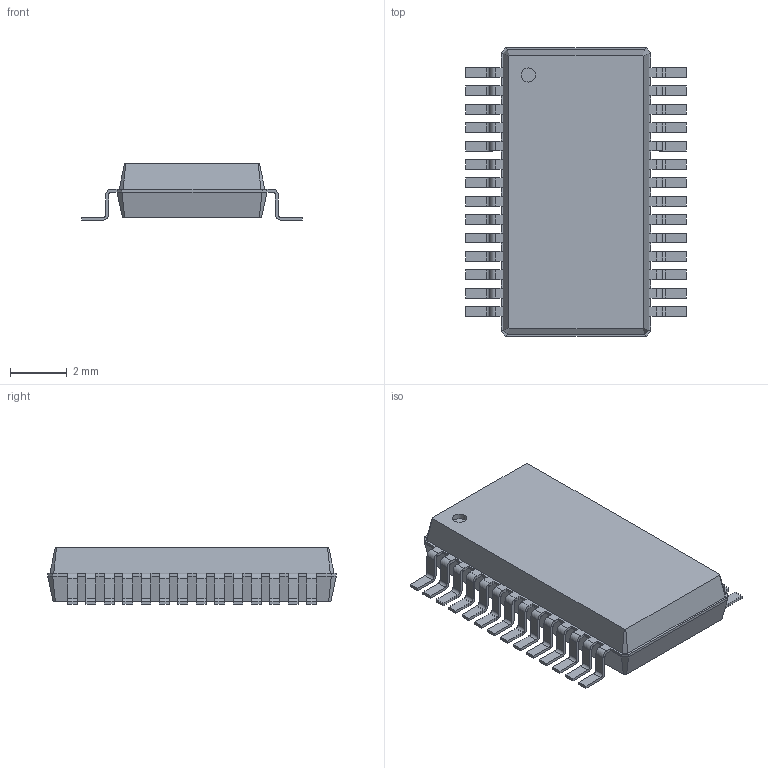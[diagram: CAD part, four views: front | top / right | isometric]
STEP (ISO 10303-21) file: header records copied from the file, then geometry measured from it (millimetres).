
FILE_DESCRIPTION(('FreeCAD Model'),'2;1');
FILE_NAME('ssop_28_53x102_p065.step', '2016-11-09T00:39:16',('Author'),(''), 'Open CASCADE STEP processor 6.8','FreeCAD','Unknown');
FILE_SCHEMA(('AUTOMOTIVE_DESIGN_CC2 { 1 2 10303 214 -1 1 5 4 }'));
Length unit declared in the file: millimetre
Products named in the file (2): ASSEMBLY; ssop_28_53x102_p065
Assembly tree (1 placements, depth 2):
  ASSEMBLY
    ssop_28_53x102_p065
Bounding box: 7.8 x 10.2 x 2 mm (x, y, z)
Volume: 97.4 mm3; surface area: 208.1 mm2
Topology: 1 solids, 1 shells, 456 faces, 1223 edges, 770 vertices
Faces by surface type: plane 291, cylinder 113, bspline 52
Full cylindrical faces by diameter (mm): 0.5 x1
Entity records: 33387 total; most frequent: CARTESIAN_POINT 5985, DIRECTION 4437, LINE 3059, VECTOR 3059, ORIENTED_EDGE 2446, PCURVE 2446, DEFINITIONAL_REPRESENTATION 2446, EDGE_CURVE 1223
